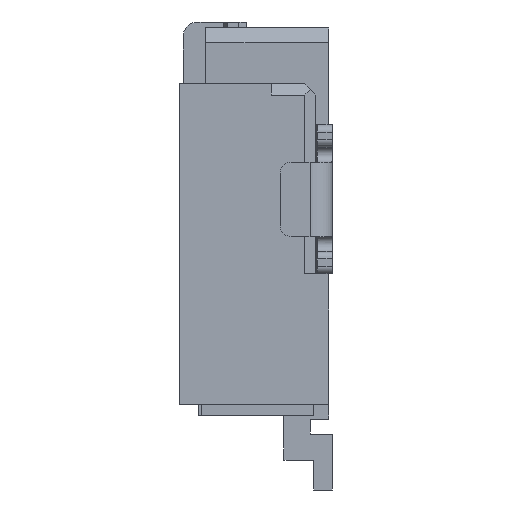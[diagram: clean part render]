
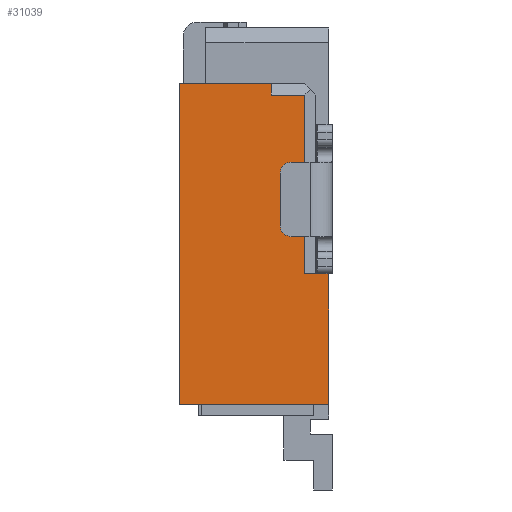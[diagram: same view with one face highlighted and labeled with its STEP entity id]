
A CAD part, left-side view. The second image highlights one B-rep face of the part: STEP entity #31039.
In plain terms, the highlighted planar face has unit normal (-1, 0, 0).
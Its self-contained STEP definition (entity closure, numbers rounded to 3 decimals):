
#4=DIRECTION('',(0.,-1.,0.));
#5=VECTOR('',#4,0.15);
#6=CARTESIAN_POINT('',(-12.15,-0.552,-3.38));
#7=LINE('',#6,#5);
#12=DIRECTION('',(0.,0.,-1.));
#13=VECTOR('',#12,1.75);
#14=CARTESIAN_POINT('',(-12.15,-0.702,-3.38));
#15=LINE('',#14,#13);
#19=DIRECTION('',(0.,1.,0.));
#20=VECTOR('',#19,2.);
#21=CARTESIAN_POINT('',(-12.15,-0.702,-5.13));
#22=LINE('',#21,#20);
#26=DIRECTION('',(0.,0.,1.));
#27=VECTOR('',#26,4.3);
#28=CARTESIAN_POINT('',(-12.15,1.298,-5.13));
#29=LINE('',#28,#27);
#33=DIRECTION('',(0.,-1.,0.));
#34=VECTOR('',#33,1.23);
#35=CARTESIAN_POINT('',(-12.15,1.298,-0.83));
#36=LINE('',#35,#34);
#40=DIRECTION('',(0.,0.,1.));
#41=VECTOR('',#40,0.15);
#42=CARTESIAN_POINT('',(-12.15,0.068,-0.98));
#43=LINE('',#42,#41);
#47=DIRECTION('',(0.,1.,0.));
#48=VECTOR('',#47,0.45);
#49=CARTESIAN_POINT('',(-12.15,-0.382,-0.98));
#50=LINE('',#49,#48);
#54=DIRECTION('',(0.,0.,1.));
#55=VECTOR('',#54,2.4);
#56=CARTESIAN_POINT('',(-12.15,-0.382,-3.38));
#57=LINE('',#56,#55);
#61=DIRECTION('',(0.,-1.,0.));
#62=VECTOR('',#61,0.17);
#63=CARTESIAN_POINT('',(-12.15,-0.382,-3.38));
#64=LINE('',#63,#62);
#26160=CARTESIAN_POINT('',(-12.15,-0.702,-5.13));
#26161=CARTESIAN_POINT('',(-12.15,1.298,-5.13));
#26162=VERTEX_POINT('',#26160);
#26163=VERTEX_POINT('',#26161);
#26164=CARTESIAN_POINT('',(-12.15,1.298,-0.83));
#26165=VERTEX_POINT('',#26164);
#26260=CARTESIAN_POINT('',(-12.15,-0.382,-3.38));
#26261=VERTEX_POINT('',#26260);
#26332=CARTESIAN_POINT('',(-12.15,0.068,-0.98));
#26333=CARTESIAN_POINT('',(-12.15,0.068,-0.83));
#26334=VERTEX_POINT('',#26332);
#26335=VERTEX_POINT('',#26333);
#26336=CARTESIAN_POINT('',(-12.15,-0.382,-0.98));
#26337=VERTEX_POINT('',#26336);
#26406=CARTESIAN_POINT('',(-12.15,-0.552,-3.38));
#26407=CARTESIAN_POINT('',(-12.15,-0.702,-3.38));
#26408=VERTEX_POINT('',#26406);
#26409=VERTEX_POINT('',#26407);
#31014=CARTESIAN_POINT('',(-12.15,0.,0.));
#31015=DIRECTION('',(1.,0.,0.));
#31016=DIRECTION('',(0.,0.,-1.));
#31017=AXIS2_PLACEMENT_3D('',#31014,#31015,#31016);
#31018=PLANE('',#31017);
#31020=ORIENTED_EDGE('',*,*,#31019,.T.);
#31022=ORIENTED_EDGE('',*,*,#31021,.T.);
#31024=ORIENTED_EDGE('',*,*,#31023,.T.);
#31026=ORIENTED_EDGE('',*,*,#31025,.T.);
#31028=ORIENTED_EDGE('',*,*,#31027,.T.);
#31030=ORIENTED_EDGE('',*,*,#31029,.F.);
#31032=ORIENTED_EDGE('',*,*,#31031,.F.);
#31034=ORIENTED_EDGE('',*,*,#31033,.F.);
#31036=ORIENTED_EDGE('',*,*,#31035,.T.);
#31037=EDGE_LOOP('',(#31020,#31022,#31024,#31026,#31028,#31030,#31032,#31034,
#31036));
#31038=FACE_OUTER_BOUND('',#31037,.F.);
#31019=EDGE_CURVE('',#26408,#26409,#7,.T.);
#31021=EDGE_CURVE('',#26409,#26162,#15,.T.);
#31023=EDGE_CURVE('',#26162,#26163,#22,.T.);
#31025=EDGE_CURVE('',#26163,#26165,#29,.T.);
#31027=EDGE_CURVE('',#26165,#26335,#36,.T.);
#31029=EDGE_CURVE('',#26334,#26335,#43,.T.);
#31031=EDGE_CURVE('',#26337,#26334,#50,.T.);
#31033=EDGE_CURVE('',#26261,#26337,#57,.T.);
#31035=EDGE_CURVE('',#26261,#26408,#64,.T.);
#31039=ADVANCED_FACE('',(#31038),#31018,.F.);
